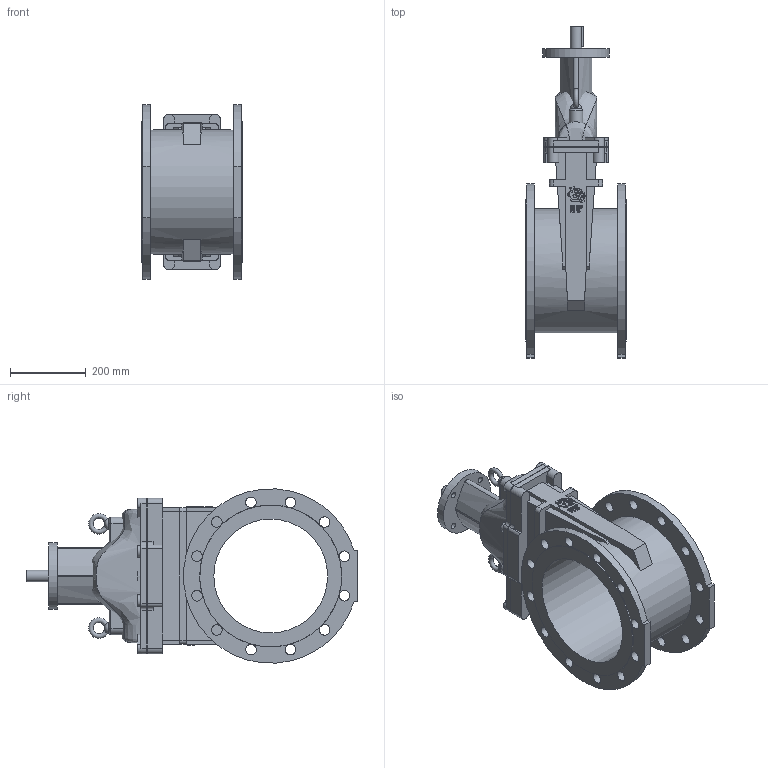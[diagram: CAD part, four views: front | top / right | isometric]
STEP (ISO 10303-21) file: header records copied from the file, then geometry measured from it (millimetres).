
FILE_DESCRIPTION(('STEP AP203'), '1');
FILE_NAME('3D_102-300-10', '', ('UNSPECIFIED'), ('UNSPECIFIED'), 'C3D Converter', 'C3D Toolkit', '');
FILE_SCHEMA(('CONFIG_CONTROL_DESIGN'));
Length unit declared in the file: millimetre
Bounding box: 266 x 875 x 458.98 mm (x, y, z)
Volume: 18999551.4 mm3; surface area: 1659730.2 mm2
Topology: 4 solids, 5 shells, 3554 faces, 10526 edges, 7005 vertices
Faces by surface type: plane 3450, cylinder 94, torus 6, bspline 3, cone 1
Full cylindrical faces by diameter (mm): 16 x4, 24 x2, 28 x28, 30 x1, 175 x1, 300 x1, 328 x1, 374 x2
Entity records: 147762 total; most frequent: CARTESIAN_POINT 23995, ORIENTED_EDGE 20946, DIRECTION 17833, EDGE_CURVE 10477, LINE 10151, VECTOR 10151, VERTEX_POINT 7003, AXIS2_PLACEMENT_3D 3841
